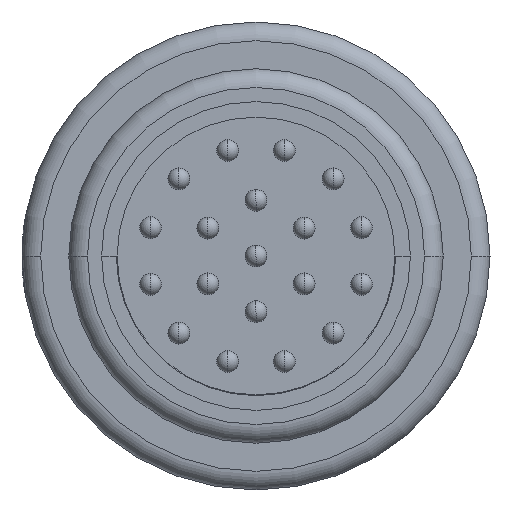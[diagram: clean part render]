
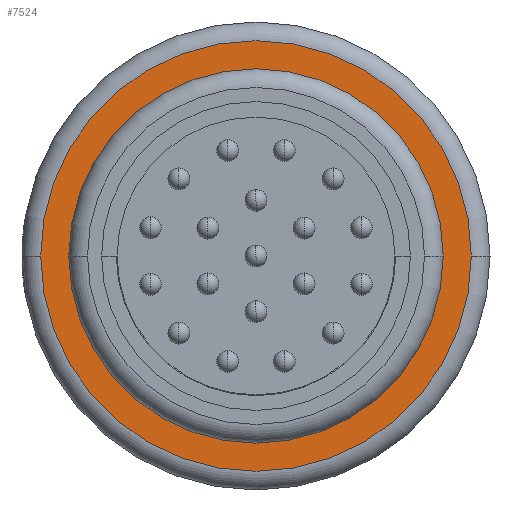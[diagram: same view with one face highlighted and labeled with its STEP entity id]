
A CAD part, left-side view. The second image highlights one B-rep face of the part: STEP entity #7524.
In plain terms, the highlighted planar face has unit normal (-1, 0, 0).
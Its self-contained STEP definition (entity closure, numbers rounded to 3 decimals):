
#231=CARTESIAN_POINT('',(-3.3,0.,0.));
#232=DIRECTION('',(-1.,0.,0.));
#233=DIRECTION('',(0.,1.,0.));
#234=AXIS2_PLACEMENT_3D('',#231,#232,#233);
#254=CARTESIAN_POINT('',(-3.3,0.,0.));
#255=DIRECTION('',(1.,0.,0.));
#256=DIRECTION('',(0.,1.,0.));
#257=AXIS2_PLACEMENT_3D('',#254,#255,#256);
#262=CARTESIAN_POINT('',(-3.3,0.,0.));
#263=DIRECTION('',(-1.,0.,0.));
#264=DIRECTION('',(0.,-1.,0.));
#265=AXIS2_PLACEMENT_3D('',#262,#263,#264);
#270=CARTESIAN_POINT('',(-3.3,0.,0.));
#271=DIRECTION('',(-1.,0.,0.));
#272=DIRECTION('',(0.,1.,0.));
#273=AXIS2_PLACEMENT_3D('',#270,#271,#272);
#7180=CARTESIAN_POINT('',(-3.3,6.,0.));
#7181=CARTESIAN_POINT('',(-3.3,-6.,0.));
#7182=VERTEX_POINT('',#7180);
#7183=VERTEX_POINT('',#7181);
#7260=CARTESIAN_POINT('',(-3.3,-6.9,0.));
#7261=CARTESIAN_POINT('',(-3.3,6.9,0.));
#7262=VERTEX_POINT('',#7260);
#7263=VERTEX_POINT('',#7261);
#7509=CARTESIAN_POINT('',(-3.3,0.,0.));
#7510=DIRECTION('',(1.,0.,0.));
#7511=DIRECTION('',(0.,-1.,0.));
#7512=AXIS2_PLACEMENT_3D('',#7509,#7510,#7511);
#7513=PLANE('',#7512);
#7515=ORIENTED_EDGE('',*,*,#7514,.F.);
#7517=ORIENTED_EDGE('',*,*,#7516,.F.);
#7518=EDGE_LOOP('',(#7515,#7517));
#7519=FACE_OUTER_BOUND('',#7518,.F.);
#7520=ORIENTED_EDGE('',*,*,#7503,.F.);
#7521=ORIENTED_EDGE('',*,*,#7489,.T.);
#7522=EDGE_LOOP('',(#7520,#7521));
#7523=FACE_BOUND('',#7522,.F.);
#235=CIRCLE('',#234,6.);
#258=CIRCLE('',#257,6.);
#266=CIRCLE('',#265,6.9);
#274=CIRCLE('',#273,6.9);
#7489=EDGE_CURVE('',#7182,#7183,#235,.T.);
#7503=EDGE_CURVE('',#7182,#7183,#258,.T.);
#7514=EDGE_CURVE('',#7262,#7263,#266,.T.);
#7516=EDGE_CURVE('',#7263,#7262,#274,.T.);
#7524=ADVANCED_FACE('',(#7519,#7523),#7513,.F.);
